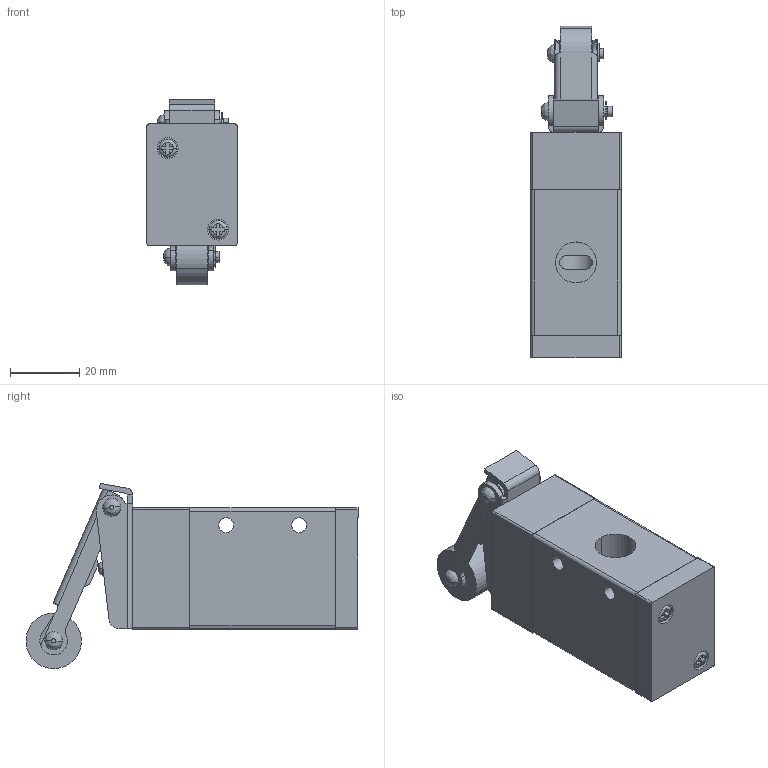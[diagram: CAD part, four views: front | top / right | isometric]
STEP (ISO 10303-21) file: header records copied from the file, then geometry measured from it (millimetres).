
FILE_DESCRIPTION (( 'STEP AP203' ), '1' );
FILE_NAME ('MSV-98322R.step', '2017-02-23T23:03:22', ( '' ), ( '' ), 'SwSTEP 2.0', 'SolidWorks 2016', '' );
FILE_SCHEMA (( 'CONFIG_CONTROL_DESIGN' ));
Length unit declared in the file: millimetre
Products named in the file (1): MSV-98322R
Bounding box: 26 x 95.74 x 53.38 mm (x, y, z)
Volume: 56953.5 mm3; surface area: 24567.2 mm2
Topology: 15 solids, 15 shells, 440 faces, 1128 edges, 736 vertices
Faces by surface type: plane 215, cylinder 193, bspline 24, cone 8
Entity records: 14161 total; most frequent: CARTESIAN_POINT 3425, ORIENTED_EDGE 2240, DIRECTION 2216, EDGE_CURVE 1120, AXIS2_PLACEMENT_3D 825, VERTEX_POINT 736, LINE 566, VECTOR 566
